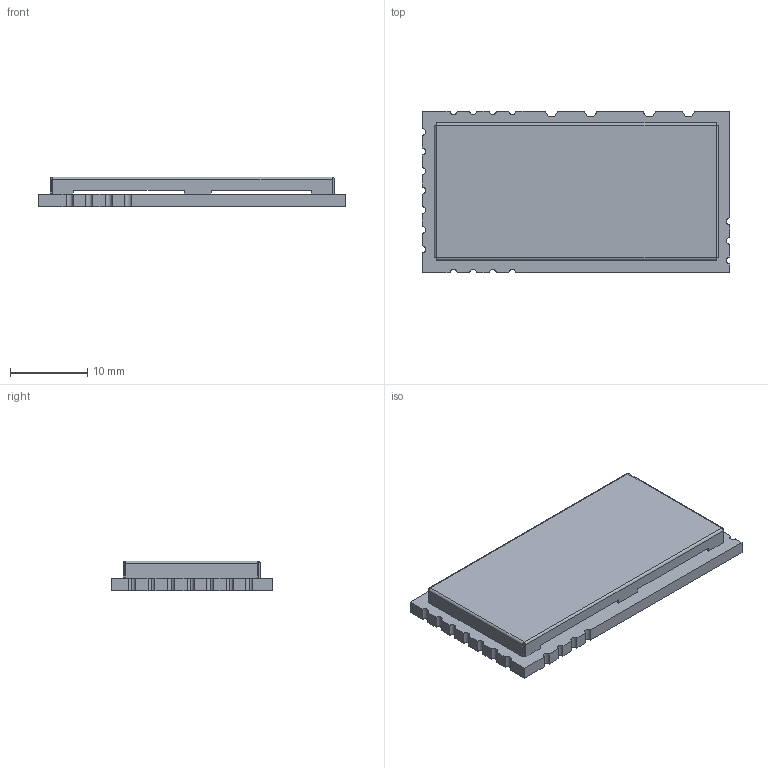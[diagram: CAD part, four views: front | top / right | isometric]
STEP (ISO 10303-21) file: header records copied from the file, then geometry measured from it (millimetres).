
FILE_DESCRIPTION(('FreeCAD Model'),'2;1');
FILE_NAME( 'RF4_2.step', '2020-09-09T15:48:09',('Author'),(''), 'Open CASCADE STEP processor 7.3','FreeCAD','Unknown');
FILE_SCHEMA(('AUTOMOTIVE_DESIGN { 1 0 10303 214 1 1 1 1 }'));
Length unit declared in the file: millimetre
Products named in the file (5): Capot; PCB; Board; Open_CASCADE_STEP_translator_6.8_3.1.1; Open_CASCADE_STEP_translator_6.8_3.1.1.1
Assembly tree (3 placements, depth 4):
  Capot
  PCB
    Board
      Open_CASCADE_STEP_translator_6.8_3.1.1
        Open_CASCADE_STEP_translator_6.8_3.1.1.1
Bounding box: 39.92 x 21 x 3.86 mm (x, y, z)
Volume: 1501.2 mm3; surface area: 3561.1 mm2
Topology: 2 solids, 2 shells, 117 faces, 307 edges, 194 vertices
Faces by surface type: plane 80, cylinder 37
Entity records: 7830 total; most frequent: CARTESIAN_POINT 1608, DIRECTION 1175, LINE 773, VECTOR 773, ORIENTED_EDGE 614, PCURVE 614, DEFINITIONAL_REPRESENTATION 614, EDGE_CURVE 307
